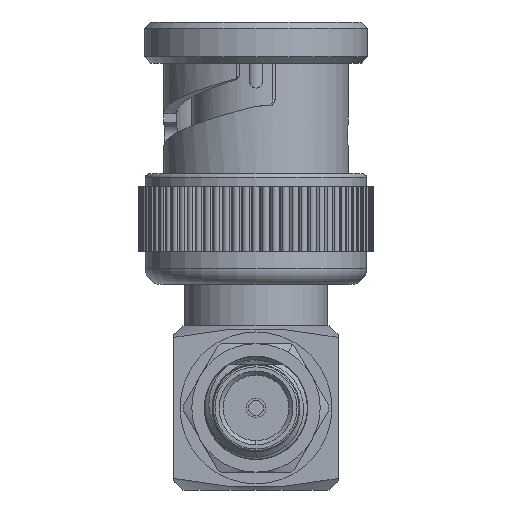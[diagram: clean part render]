
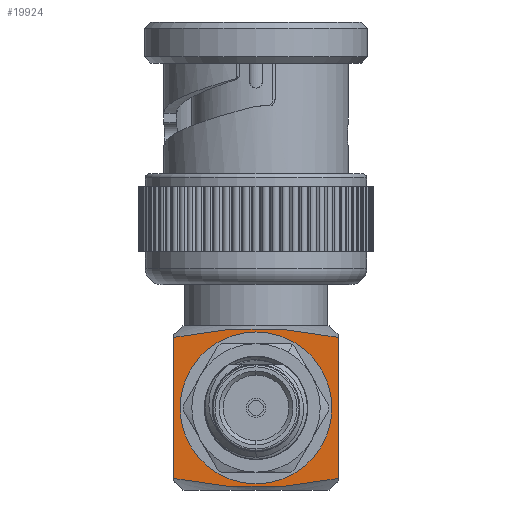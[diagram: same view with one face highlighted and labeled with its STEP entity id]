
A CAD part, left-side view. The second image highlights one B-rep face of the part: STEP entity #19924.
In plain terms, the highlighted face is planar.
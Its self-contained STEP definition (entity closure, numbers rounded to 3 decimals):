
#163 = CARTESIAN_POINT ( 'NONE',  ( -5.08, 5.08, -28.25 ) ) ;
#252 = CARTESIAN_POINT ( 'NONE',  ( -5.08, 5.08, -19.518 ) ) ;
#782 = EDGE_CURVE ( 'NONE', #14489, #6119, #38897, .T. ) ;
#1425 = CIRCLE ( 'NONE', #30140, 4.127 ) ;
#1585 = VERTEX_POINT ( 'NONE', #15098 ) ;
#1800 = DIRECTION ( 'NONE',  ( 0., 1., 0. ) ) ;
#2148 = CARTESIAN_POINT ( 'NONE',  ( 5.08, 5.08, -28.25 ) ) ;
#2540 = CARTESIAN_POINT ( 'NONE',  ( -4.24, 5.08, -19.358 ) ) ;
#2946 = CARTESIAN_POINT ( 'NONE',  ( -3.394, 5.08, -19.217 ) ) ;
#4018 = CARTESIAN_POINT ( 'NONE',  ( 0., 5.08, -23.884 ) ) ;
#4414 = DIRECTION ( 'NONE',  ( 0., 0., 1. ) ) ;
#5542 = AXIS2_PLACEMENT_3D ( 'NONE', #16760, #1800, #26164 ) ;
#5625 = CARTESIAN_POINT ( 'NONE',  ( 1.693, 5.08, -28.755 ) ) ;
#5813 = CARTESIAN_POINT ( 'NONE',  ( 4.241, 5.08, -19.359 ) ) ;
#6119 = VERTEX_POINT ( 'NONE', #28707 ) ;
#7678 = CARTESIAN_POINT ( 'NONE',  ( -5.08, 5.08, -28.964 ) ) ;
#8476 = CARTESIAN_POINT ( 'NONE',  ( 1.693, 5.08, -19.013 ) ) ;
#10111 = DIRECTION ( 'NONE',  ( 0., 0., 1. ) ) ;
#10896 = EDGE_CURVE ( 'NONE', #14799, #6119, #13999, .T. ) ;
#11562 = CARTESIAN_POINT ( 'NONE',  ( 3.396, 5.08, -19.217 ) ) ;
#11575 = CARTESIAN_POINT ( 'NONE',  ( 0.843, 5.08, -28.815 ) ) ;
#11980 = CARTESIAN_POINT ( 'NONE',  ( -1.702, 5.08, -28.754 ) ) ;
#12632 = VERTEX_POINT ( 'NONE', #32552 ) ;
#13426 = DIRECTION ( 'NONE',  ( 0., 0., -1. ) ) ;
#13483 = EDGE_CURVE ( 'NONE', #1585, #12632, #32328, .T. ) ;
#13664 = ORIENTED_EDGE ( 'NONE', *, *, #13483, .F. ) ;
#13999 = LINE ( 'NONE', #19333, #37931 ) ;
#14489 = VERTEX_POINT ( 'NONE', #252 ) ;
#14799 = VERTEX_POINT ( 'NONE', #35206 ) ;
#15098 = CARTESIAN_POINT ( 'NONE',  ( 0., 5.08, -19.757 ) ) ;
#15133 = EDGE_CURVE ( 'NONE', #14799, #16461, #18466, .T. ) ;
#15220 = CARTESIAN_POINT ( 'NONE',  ( 0.843, 5.08, -18.953 ) ) ;
#15779 = PLANE ( 'NONE',  #27569 ) ;
#16461 = VERTEX_POINT ( 'NONE', #163 ) ;
#16760 = CARTESIAN_POINT ( 'NONE',  ( 0., 5.08, -23.884 ) ) ;
#17972 = ORIENTED_EDGE ( 'NONE', *, *, #15133, .T. ) ;
#18466 = B_SPLINE_CURVE_WITH_KNOTS ( 'NONE', 3,
 ( #2148, #18527, #23838, #5625, #11575, #24238, #11980, #30767, #40175, #30969 ),
 .UNSPECIFIED., .F., .F.,
 ( 4, 2, 2, 2, 4 ),
 ( 0.018, 0.02, 0.023, 0.025, 0.028 ),
 .UNSPECIFIED. ) ;
#18527 = CARTESIAN_POINT ( 'NONE',  ( 4.241, 5.08, -28.409 ) ) ;
#18844 = EDGE_CURVE ( 'NONE', #12632, #1585, #1425, .T. ) ;
#19084 = EDGE_CURVE ( 'NONE', #16461, #14489, #39153, .T. ) ;
#19333 = CARTESIAN_POINT ( 'NONE',  ( 5.08, 5.08, -28.964 ) ) ;
#19924 = ADVANCED_FACE ( 'NONE', ( #31313, #22324 ), #15779, .F. ) ;
#20135 = ORIENTED_EDGE ( 'NONE', *, *, #10896, .F. ) ;
#22324 = FACE_OUTER_BOUND ( 'NONE', #35851, .T. ) ;
#23838 = CARTESIAN_POINT ( 'NONE',  ( 3.396, 5.08, -28.551 ) ) ;
#24238 = CARTESIAN_POINT ( 'NONE',  ( -0.855, 5.08, -28.814 ) ) ;
#26164 = DIRECTION ( 'NONE',  ( 0., 0., -1. ) ) ;
#27569 = AXIS2_PLACEMENT_3D ( 'NONE', #28249, #34787, #37444 ) ;
#28249 = CARTESIAN_POINT ( 'NONE',  ( 5.08, 5.08, -28.964 ) ) ;
#28707 = CARTESIAN_POINT ( 'NONE',  ( 5.08, 5.08, -19.518 ) ) ;
#29873 = ORIENTED_EDGE ( 'NONE', *, *, #19084, .T. ) ;
#30140 = AXIS2_PLACEMENT_3D ( 'NONE', #4018, #31820, #13426 ) ;
#30555 = CARTESIAN_POINT ( 'NONE',  ( -5.08, 5.08, -19.518 ) ) ;
#30757 = CARTESIAN_POINT ( 'NONE',  ( 5.08, 5.08, -19.518 ) ) ;
#30767 = CARTESIAN_POINT ( 'NONE',  ( -3.394, 5.08, -28.551 ) ) ;
#30969 = CARTESIAN_POINT ( 'NONE',  ( -5.08, 5.08, -28.25 ) ) ;
#31313 = FACE_BOUND ( 'NONE', #31921, .T. ) ;
#31749 = ORIENTED_EDGE ( 'NONE', *, *, #18844, .F. ) ;
#31820 = DIRECTION ( 'NONE',  ( 0., 1., 0. ) ) ;
#31921 = EDGE_LOOP ( 'NONE', ( #31749, #13664 ) ) ;
#32328 = CIRCLE ( 'NONE', #5542, 4.127 ) ;
#32552 = CARTESIAN_POINT ( 'NONE',  ( 0., 5.08, -28.012 ) ) ;
#33831 = CARTESIAN_POINT ( 'NONE',  ( -0.855, 5.08, -18.954 ) ) ;
#34787 = DIRECTION ( 'NONE',  ( 0., -1., 0. ) ) ;
#35206 = CARTESIAN_POINT ( 'NONE',  ( 5.08, 5.08, -28.25 ) ) ;
#35851 = EDGE_LOOP ( 'NONE', ( #29873, #38043, #20135, #17972 ) ) ;
#37444 = DIRECTION ( 'NONE',  ( 0., 0., -1. ) ) ;
#37931 = VECTOR ( 'NONE', #10111, 1000. ) ;
#37998 = VECTOR ( 'NONE', #4414, 1000. ) ;
#38043 = ORIENTED_EDGE ( 'NONE', *, *, #782, .T. ) ;
#38897 = B_SPLINE_CURVE_WITH_KNOTS ( 'NONE', 3,
 ( #30555, #2540, #2946, #40370, #33831, #15220, #8476, #11562, #5813, #30757 ),
 .UNSPECIFIED., .F., .F.,
 ( 4, 2, 2, 2, 4 ),
 ( 0.005, 0.008, 0.011, 0.013, 0.016 ),
 .UNSPECIFIED. ) ;
#39153 = LINE ( 'NONE', #7678, #37998 ) ;
#40175 = CARTESIAN_POINT ( 'NONE',  ( -4.24, 5.08, -28.41 ) ) ;
#40370 = CARTESIAN_POINT ( 'NONE',  ( -1.702, 5.08, -19.014 ) ) ;
